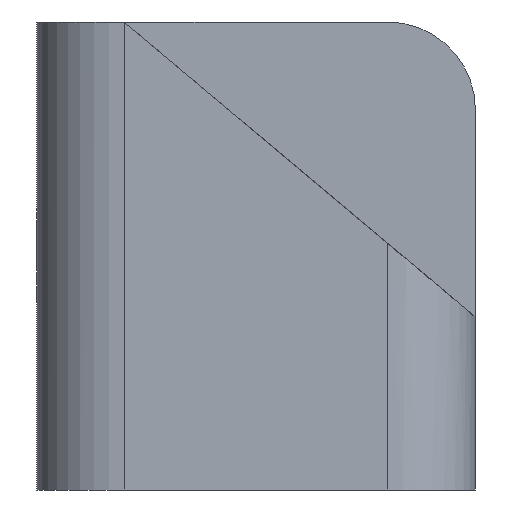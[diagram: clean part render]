
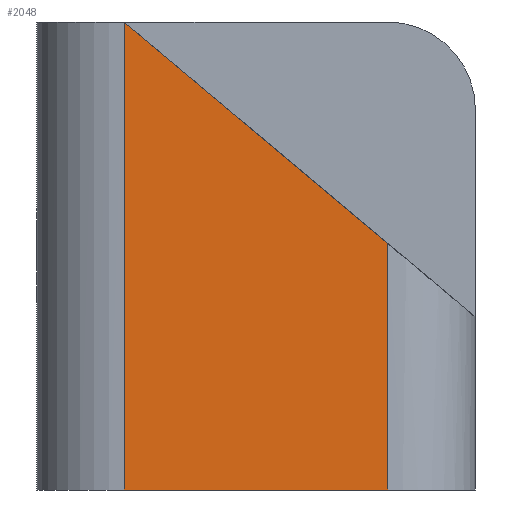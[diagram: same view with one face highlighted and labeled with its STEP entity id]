
A CAD part, front view. The second image highlights one B-rep face of the part: STEP entity #2048.
In plain terms, the highlighted planar face has unit normal (0, -1, 0).
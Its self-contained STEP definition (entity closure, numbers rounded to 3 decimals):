
#72 = CYLINDRICAL_SURFACE('',#73,3.);
#73 = AXIS2_PLACEMENT_3D('',#74,#75,#76);
#74 = CARTESIAN_POINT('',(3.,-22.,0.));
#75 = DIRECTION('',(0.,0.,1.));
#76 = DIRECTION('',(-1.,-0.,0.));
#100 = PLANE('',#101);
#101 = AXIS2_PLACEMENT_3D('',#102,#103,#104);
#102 = CARTESIAN_POINT('',(0.,-25.,0.));
#103 = DIRECTION('',(0.,0.,1.));
#104 = DIRECTION('',(1.,0.,0.));
#266 = PLANE('',#267);
#267 = AXIS2_PLACEMENT_3D('',#268,#269,#270);
#268 = CARTESIAN_POINT('',(0.,-25.,18.5));
#269 = DIRECTION('',(0.643,0.,0.766));
#270 = DIRECTION('',(0.766,0.,-0.643));
#553 = VERTEX_POINT('',#554);
#554 = CARTESIAN_POINT('',(3.,-25.,0.));
#576 = EDGE_CURVE('',#553,#577,#579,.T.);
#577 = VERTEX_POINT('',#578);
#578 = CARTESIAN_POINT('',(3.,-25.,15.983));
#579 = SURFACE_CURVE('',#580,(#584,#591),.PCURVE_S1.);
#580 = LINE('',#581,#582);
#581 = CARTESIAN_POINT('',(3.,-25.,0.));
#582 = VECTOR('',#583,1.);
#583 = DIRECTION('',(0.,0.,1.));
#584 = PCURVE('',#72,#585);
#585 = DEFINITIONAL_REPRESENTATION('',(#586),#590);
#586 = LINE('',#587,#588);
#587 = CARTESIAN_POINT('',(1.571,0.));
#588 = VECTOR('',#589,1.);
#589 = DIRECTION('',(0.,1.));
#590 = ( GEOMETRIC_REPRESENTATION_CONTEXT(2) 
PARAMETRIC_REPRESENTATION_CONTEXT() REPRESENTATION_CONTEXT('2D SPACE',''
  ) );
#591 = PCURVE('',#592,#597);
#592 = PLANE('',#593);
#593 = AXIS2_PLACEMENT_3D('',#594,#595,#596);
#594 = CARTESIAN_POINT('',(0.,-25.,0.));
#595 = DIRECTION('',(0.,1.,0.));
#596 = DIRECTION('',(0.,0.,1.));
#597 = DEFINITIONAL_REPRESENTATION('',(#598),#602);
#598 = LINE('',#599,#600);
#599 = CARTESIAN_POINT('',(0.,3.));
#600 = VECTOR('',#601,1.);
#601 = DIRECTION('',(1.,0.));
#602 = ( GEOMETRIC_REPRESENTATION_CONTEXT(2) 
PARAMETRIC_REPRESENTATION_CONTEXT() REPRESENTATION_CONTEXT('2D SPACE',''
  ) );
#748 = EDGE_CURVE('',#553,#749,#751,.T.);
#749 = VERTEX_POINT('',#750);
#750 = CARTESIAN_POINT('',(12.,-25.,0.));
#751 = SURFACE_CURVE('',#752,(#756,#763),.PCURVE_S1.);
#752 = LINE('',#753,#754);
#753 = CARTESIAN_POINT('',(0.,-25.,0.));
#754 = VECTOR('',#755,1.);
#755 = DIRECTION('',(1.,0.,0.));
#756 = PCURVE('',#100,#757);
#757 = DEFINITIONAL_REPRESENTATION('',(#758),#762);
#758 = LINE('',#759,#760);
#759 = CARTESIAN_POINT('',(0.,0.));
#760 = VECTOR('',#761,1.);
#761 = DIRECTION('',(1.,0.));
#762 = ( GEOMETRIC_REPRESENTATION_CONTEXT(2) 
PARAMETRIC_REPRESENTATION_CONTEXT() REPRESENTATION_CONTEXT('2D SPACE',''
  ) );
#763 = PCURVE('',#592,#764);
#764 = DEFINITIONAL_REPRESENTATION('',(#765),#769);
#765 = LINE('',#766,#767);
#766 = CARTESIAN_POINT('',(0.,0.));
#767 = VECTOR('',#768,1.);
#768 = DIRECTION('',(0.,1.));
#769 = ( GEOMETRIC_REPRESENTATION_CONTEXT(2) 
PARAMETRIC_REPRESENTATION_CONTEXT() REPRESENTATION_CONTEXT('2D SPACE',''
  ) );
#788 = CYLINDRICAL_SURFACE('',#789,3.);
#789 = AXIS2_PLACEMENT_3D('',#790,#791,#792);
#790 = CARTESIAN_POINT('',(12.,-22.,0.));
#791 = DIRECTION('',(0.,0.,1.));
#792 = DIRECTION('',(0.,-1.,0.));
#1675 = EDGE_CURVE('',#577,#1676,#1678,.T.);
#1676 = VERTEX_POINT('',#1677);
#1677 = CARTESIAN_POINT('',(12.,-25.,8.431));
#1678 = SURFACE_CURVE('',#1679,(#1683,#1690),.PCURVE_S1.);
#1679 = LINE('',#1680,#1681);
#1680 = CARTESIAN_POINT('',(0.,-25.,18.5));
#1681 = VECTOR('',#1682,1.);
#1682 = DIRECTION('',(0.766,0.,-0.643));
#1683 = PCURVE('',#266,#1684);
#1684 = DEFINITIONAL_REPRESENTATION('',(#1685),#1689);
#1685 = LINE('',#1686,#1687);
#1686 = CARTESIAN_POINT('',(0.,0.));
#1687 = VECTOR('',#1688,1.);
#1688 = DIRECTION('',(1.,0.));
#1689 = ( GEOMETRIC_REPRESENTATION_CONTEXT(2) 
PARAMETRIC_REPRESENTATION_CONTEXT() REPRESENTATION_CONTEXT('2D SPACE',''
  ) );
#1690 = PCURVE('',#592,#1691);
#1691 = DEFINITIONAL_REPRESENTATION('',(#1692),#1696);
#1692 = LINE('',#1693,#1694);
#1693 = CARTESIAN_POINT('',(18.5,0.));
#1694 = VECTOR('',#1695,1.);
#1695 = DIRECTION('',(-0.643,0.766));
#1696 = ( GEOMETRIC_REPRESENTATION_CONTEXT(2) 
PARAMETRIC_REPRESENTATION_CONTEXT() REPRESENTATION_CONTEXT('2D SPACE',''
  ) );
#2048 = ADVANCED_FACE('',(#2049),#592,.F.);
#2049 = FACE_BOUND('',#2050,.F.);
#2050 = EDGE_LOOP('',(#2051,#2052,#2073,#2074));
#2051 = ORIENTED_EDGE('',*,*,#1675,.T.);
#2052 = ORIENTED_EDGE('',*,*,#2053,.F.);
#2053 = EDGE_CURVE('',#749,#1676,#2054,.T.);
#2054 = SURFACE_CURVE('',#2055,(#2059,#2066),.PCURVE_S1.);
#2055 = LINE('',#2056,#2057);
#2056 = CARTESIAN_POINT('',(12.,-25.,0.));
#2057 = VECTOR('',#2058,1.);
#2058 = DIRECTION('',(0.,0.,1.));
#2059 = PCURVE('',#592,#2060);
#2060 = DEFINITIONAL_REPRESENTATION('',(#2061),#2065);
#2061 = LINE('',#2062,#2063);
#2062 = CARTESIAN_POINT('',(0.,12.));
#2063 = VECTOR('',#2064,1.);
#2064 = DIRECTION('',(1.,0.));
#2065 = ( GEOMETRIC_REPRESENTATION_CONTEXT(2) 
PARAMETRIC_REPRESENTATION_CONTEXT() REPRESENTATION_CONTEXT('2D SPACE',''
  ) );
#2066 = PCURVE('',#788,#2067);
#2067 = DEFINITIONAL_REPRESENTATION('',(#2068),#2072);
#2068 = LINE('',#2069,#2070);
#2069 = CARTESIAN_POINT('',(0.,0.));
#2070 = VECTOR('',#2071,1.);
#2071 = DIRECTION('',(0.,1.));
#2072 = ( GEOMETRIC_REPRESENTATION_CONTEXT(2) 
PARAMETRIC_REPRESENTATION_CONTEXT() REPRESENTATION_CONTEXT('2D SPACE',''
  ) );
#2073 = ORIENTED_EDGE('',*,*,#748,.F.);
#2074 = ORIENTED_EDGE('',*,*,#576,.T.);
